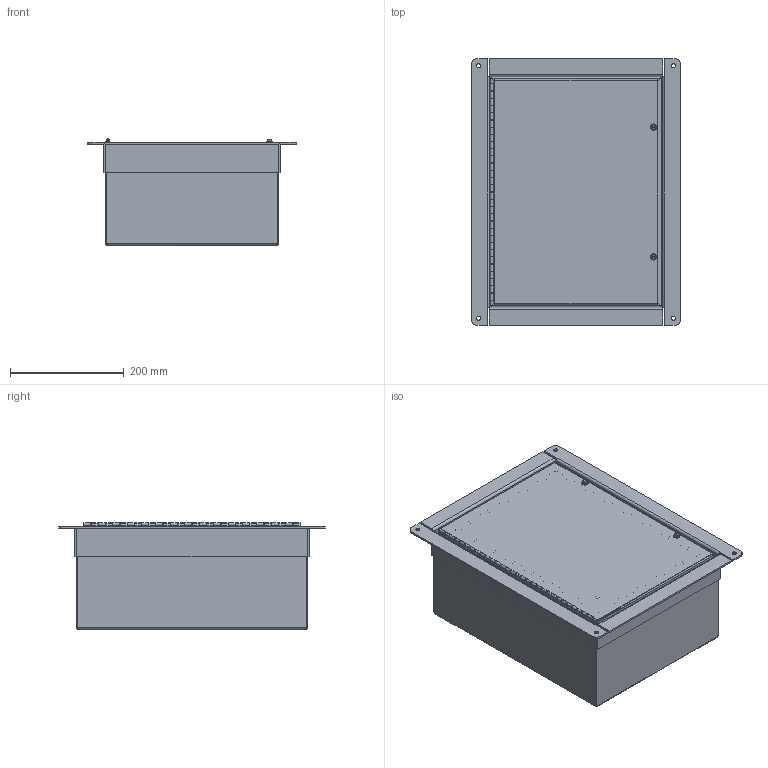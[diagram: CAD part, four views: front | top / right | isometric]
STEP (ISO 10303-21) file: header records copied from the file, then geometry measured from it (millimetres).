
FILE_DESCRIPTION(/* description */ ('16X12X6 WAFM TUB'),/* implementation_level */ '2;1');
FILE_NAME(/* name */ 'WA161206FM.stp',/* time_stamp */ '2017-10-12T07:34:28-05:00',/* author */ ('bbirch1'),/* organization */ (''),/* preprocessor_version */ 'ST-DEVELOPER v16.1',/* originating_system */ 'Autodesk Inventor 2016',/* authorisation */ '');
FILE_SCHEMA (('AUTOMOTIVE_DESIGN { 1 0 10303 214 3 1 1 }'));
Length unit declared in the file: inch
Products named in the file (16): WA161206FMBKP; WA1612FMLID; 388116; 38846; 372123; 39035; 39077; 38853; 30636; 30637; 16X12; HFW328168LH; HFW328168P; HFW328168TH; HFW328168; WA161206FM
Assembly tree (24 placements, depth 3):
  WA161206FM
    WA161206FMBKP
    WA1612FMLID
    388116  x4
    38846
    372123  x2
    39035  x2
    39077  x2
    38853  x2
    30636  x2
    30637  x2
    16X12
    HFW328168
      HFW328168LH
      HFW328168P
      HFW328168TH
Bounding box: 368.3 x 469.9 x 187.07 mm (x, y, z)
Volume: 1519766.5 mm3; surface area: 1433917 mm2
Topology: 23 solids, 23 shells, 607 faces, 1443 edges, 897 vertices
Faces by surface type: plane 353, cylinder 183, bspline 44, cone 21, torus 6
Full cylindrical faces by diameter (mm): 0.787 x2, 2.54 x1, 2.957 x30, 3.962 x2, 4.775 x2, 4.826 x2, 6.35 x5, 7.061 x2, 7.137 x6, 7.938 x2, 8.382 x8, 8.56 x1, 10.516 x2, 11.112 x2, 11.506 x2, 15.875 x4
Entity records: 15881 total; most frequent: CARTESIAN_POINT 3751, DIRECTION 2308, ORIENTED_EDGE 2268, EDGE_CURVE 1134, LINE 770, VECTOR 770, AXIS2_PLACEMENT_3D 769, VERTEX_POINT 738
